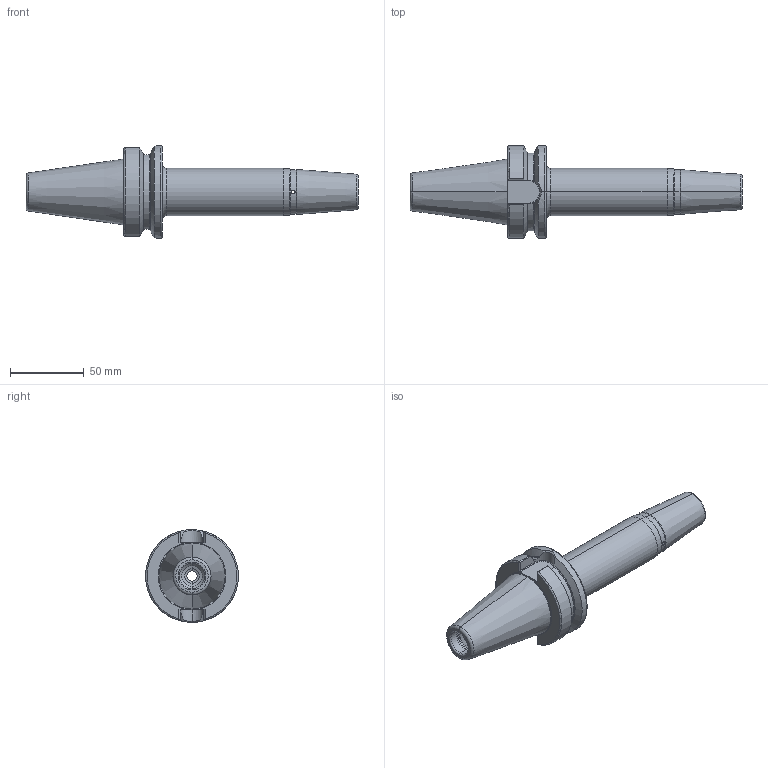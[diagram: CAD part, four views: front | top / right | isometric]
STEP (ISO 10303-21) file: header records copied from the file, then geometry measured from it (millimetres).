
FILE_DESCRIPTION (( 'STEP AP203' ), '1' );
FILE_NAME ('BT40A265A09160HP1.STEP', '2021-03-12T00:50:10', ( 'user' ), ( '' ), 'SwSTEP 2.0', 'SolidWorks 2013', '' );
FILE_SCHEMA (( 'CONFIG_CONTROL_DESIGN' ));
Length unit declared in the file: millimetre
Products named in the file (1): BT40A265A09160HP1
Bounding box: 225.4 x 63 x 63 mm (x, y, z)
Volume: 212114.5 mm3; surface area: 38913.3 mm2
Topology: 1 solids, 1 shells, 129 faces, 319 edges, 189 vertices
Faces by surface type: cylinder 41, cone 32, torus 29, plane 25, bspline 2
Entity records: 4200 total; most frequent: CARTESIAN_POINT 1129, ORIENTED_EDGE 638, DIRECTION 635, EDGE_CURVE 319, AXIS2_PLACEMENT_3D 259, VERTEX_POINT 189, EDGE_LOOP 136, CIRCLE 131
